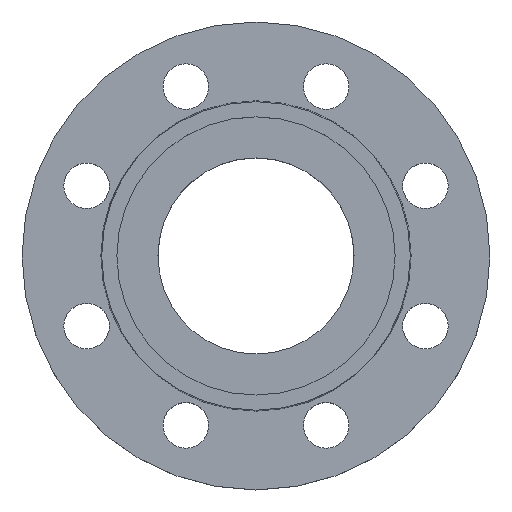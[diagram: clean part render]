
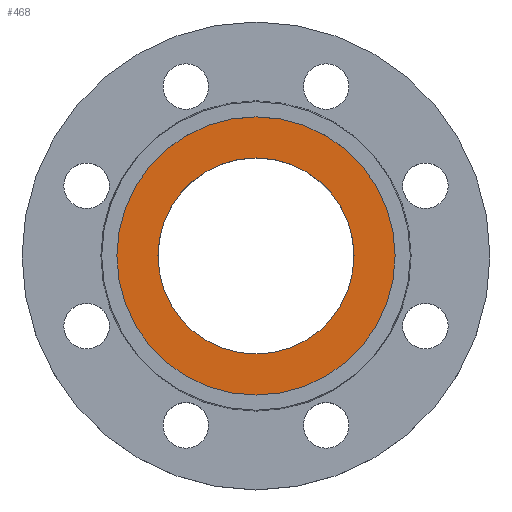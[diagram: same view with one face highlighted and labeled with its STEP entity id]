
A CAD part, top view. The second image highlights one B-rep face of the part: STEP entity #468.
In plain terms, the highlighted planar face has unit normal (0, 0, 1).
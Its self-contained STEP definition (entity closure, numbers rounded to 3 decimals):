
#74 = CARTESIAN_POINT ( 'NONE',  ( 38.75, 0., -4. ) ) ;
#75 = CARTESIAN_POINT ( 'NONE',  ( -55., 0., -4. ) ) ;
#137 = EDGE_CURVE ( 'NONE', #919, #1031, #773, .T. ) ;
#150 = AXIS2_PLACEMENT_3D ( 'NONE', #316, #312, #311 ) ;
#159 = CARTESIAN_POINT ( 'NONE',  ( -38.75, 0., -4. ) ) ;
#201 = AXIS2_PLACEMENT_3D ( 'NONE', #672, #673, #674 ) ;
#207 = DIRECTION ( 'NONE',  ( 1., 0., 0. ) ) ;
#209 = DIRECTION ( 'NONE',  ( 0., 0., 1. ) ) ;
#210 = CARTESIAN_POINT ( 'NONE',  ( 0., 0., -4. ) ) ;
#264 = EDGE_CURVE ( 'NONE', #595, #1027, #1036, .T. ) ;
#311 = DIRECTION ( 'NONE',  ( -1., 0., 0. ) ) ;
#312 = DIRECTION ( 'NONE',  ( 0., 0., -1. ) ) ;
#316 = CARTESIAN_POINT ( 'NONE',  ( 0., 0., -4. ) ) ;
#415 = CARTESIAN_POINT ( 'NONE',  ( 55., 0., -4. ) ) ;
#468 = ADVANCED_FACE ( 'NONE', ( #519, #497 ), #504, .T. ) ;
#497 = FACE_OUTER_BOUND ( 'NONE', #598, .T. ) ;
#502 = AXIS2_PLACEMENT_3D ( 'NONE', #716, #717, #719 ) ;
#504 = PLANE ( 'NONE',  #816 ) ;
#519 = FACE_BOUND ( 'NONE', #976, .T. ) ;
#531 = CARTESIAN_POINT ( 'NONE',  ( 55., 0., -4. ) ) ;
#533 = DIRECTION ( 'NONE',  ( 0., 0., 1. ) ) ;
#536 = DIRECTION ( 'NONE',  ( 1., 0., 0. ) ) ;
#595 = VERTEX_POINT ( 'NONE', #415 ) ;
#598 = EDGE_LOOP ( 'NONE', ( #988, #989 ) ) ;
#639 = AXIS2_PLACEMENT_3D ( 'NONE', #210, #209, #207 ) ;
#655 = CIRCLE ( 'NONE', #150, 55. ) ;
#672 = CARTESIAN_POINT ( 'NONE',  ( 0., 0., -4. ) ) ;
#673 = DIRECTION ( 'NONE',  ( 0., 0., 1. ) ) ;
#674 = DIRECTION ( 'NONE',  ( 1., 0., 0. ) ) ;
#703 = EDGE_CURVE ( 'NONE', #1027, #595, #655, .T. ) ;
#716 = CARTESIAN_POINT ( 'NONE',  ( 0., 0., -4. ) ) ;
#717 = DIRECTION ( 'NONE',  ( 0., 0., -1. ) ) ;
#719 = DIRECTION ( 'NONE',  ( -1., 0., 0. ) ) ;
#773 = CIRCLE ( 'NONE', #201, 38.75 ) ;
#816 = AXIS2_PLACEMENT_3D ( 'NONE', #531, #533, #536 ) ;
#830 = EDGE_CURVE ( 'NONE', #1031, #919, #984, .T. ) ;
#919 = VERTEX_POINT ( 'NONE', #159 ) ;
#976 = EDGE_LOOP ( 'NONE', ( #985, #986 ) ) ;
#984 = CIRCLE ( 'NONE', #639, 38.75 ) ;
#985 = ORIENTED_EDGE ( 'NONE', *, *, #830, .F. ) ;
#986 = ORIENTED_EDGE ( 'NONE', *, *, #137, .F. ) ;
#988 = ORIENTED_EDGE ( 'NONE', *, *, #703, .F. ) ;
#989 = ORIENTED_EDGE ( 'NONE', *, *, #264, .F. ) ;
#1027 = VERTEX_POINT ( 'NONE', #75 ) ;
#1031 = VERTEX_POINT ( 'NONE', #74 ) ;
#1036 = CIRCLE ( 'NONE', #502, 55. ) ;
